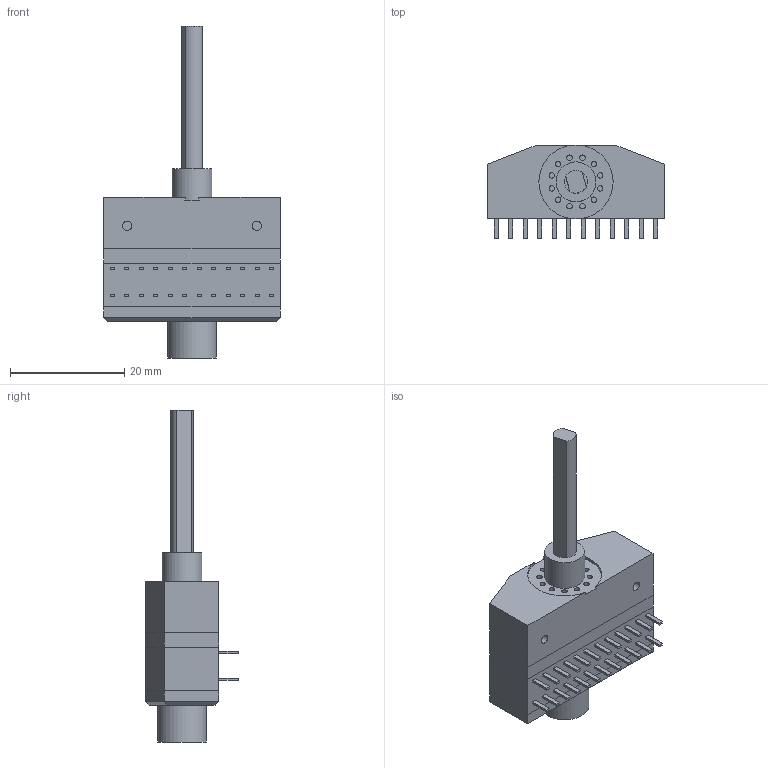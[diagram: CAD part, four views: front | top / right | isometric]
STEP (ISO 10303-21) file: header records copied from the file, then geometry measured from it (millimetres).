
FILE_DESCRIPTION(('FreeCAD Model'),'2;1');
FILE_NAME('Open CASCADE Shape Model','2023-06-08T14:08:55',(''),(''), 'Open CASCADE STEP processor 7.6','FreeCAD','Unknown');
FILE_SCHEMA(('AUTOMOTIVE_DESIGN { 1 0 10303 214 1 1 1 1 }'));
Length unit declared in the file: millimetre
Products named in the file (1): LinearPattern
Bounding box: 31 x 16.3 x 58.16 mm (x, y, z)
Volume: 8517.3 mm3; surface area: 3735.4 mm2
Topology: 1 solids, 1 shells, 198 faces, 435 edges, 282 vertices
Faces by surface type: plane 169, cylinder 23, bspline 6
Full cylindrical faces by diameter (mm): 0.95 x12, 1.6 x2, 4.05 x1, 6.5 x1, 7 x1, 8.5 x1
Entity records: 5554 total; most frequent: CARTESIAN_POINT 940, ORIENTED_EDGE 870, DIRECTION 861, EDGE_CURVE 435, LINE 383, VECTOR 383, VERTEX_POINT 282, FACE_BOUND 241
